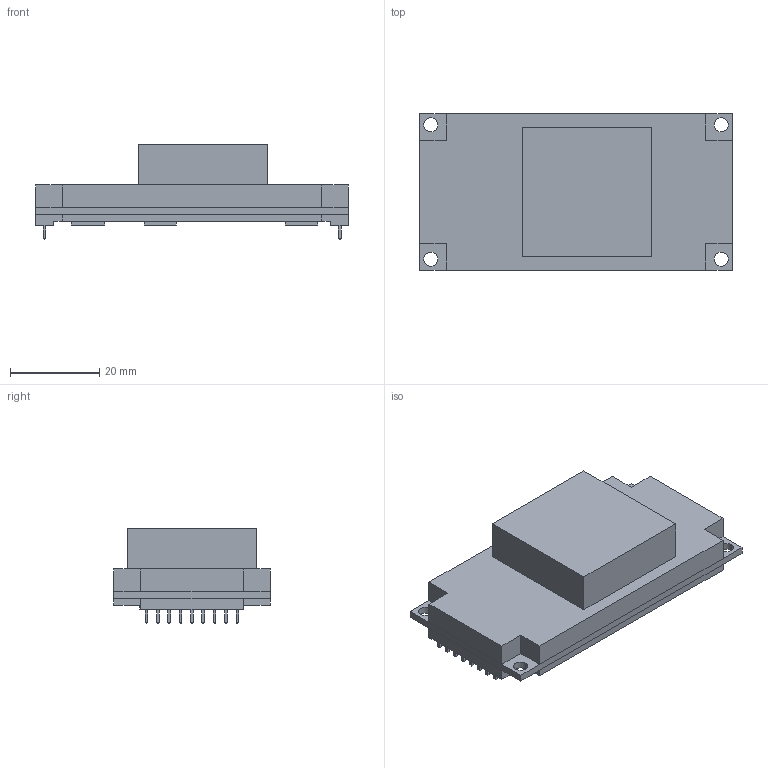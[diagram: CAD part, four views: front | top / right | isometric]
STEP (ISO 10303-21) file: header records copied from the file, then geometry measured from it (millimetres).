
FILE_DESCRIPTION (( 'STEP AP214' ), '1' );
FILE_NAME ('AG5800.STEP', '2023-07-12T09:56:33', ( '' ), ( '' ), 'SwSTEP 2.0', 'SolidWorks 2022', '' );
FILE_SCHEMA (( 'AUTOMOTIVE_DESIGN' ));
Length unit declared in the file: millimetre
Products named in the file (1): AG5800
Bounding box: 70 x 35.03 x 21.14 mm (x, y, z)
Volume: 26906.7 mm3; surface area: 7977.4 mm2
Topology: 1 solids, 1 shells, 228 faces, 528 edges, 324 vertices
Faces by surface type: plane 220, cylinder 8
Entity records: 6286 total; most frequent: CARTESIAN_POINT 1081, ORIENTED_EDGE 1056, DIRECTION 1002, EDGE_CURVE 528, VECTOR 512, LINE 512, VERTEX_POINT 324, EDGE_LOOP 258
